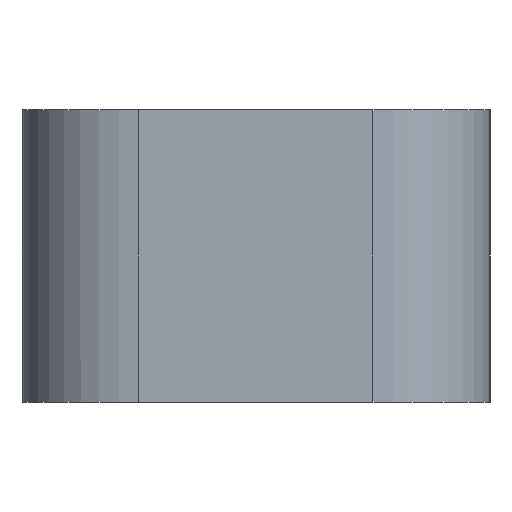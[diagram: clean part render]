
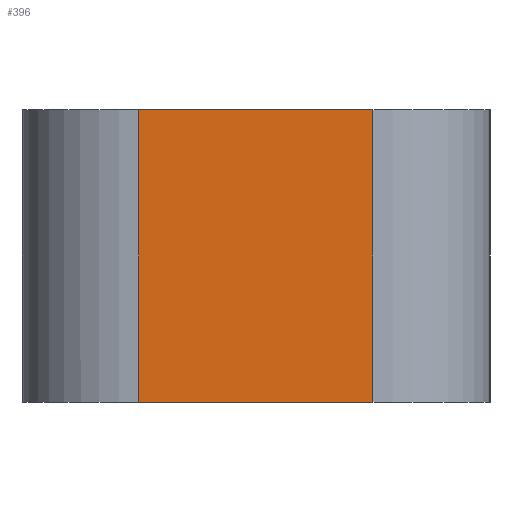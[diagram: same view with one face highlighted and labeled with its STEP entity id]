
A CAD part, left-side view. The second image highlights one B-rep face of the part: STEP entity #396.
In plain terms, the highlighted planar face has unit normal (-1, 0, 0).
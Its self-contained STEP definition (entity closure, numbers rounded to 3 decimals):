
#14 = VERTEX_POINT ( 'NONE', #180 ) ;
#29 = CARTESIAN_POINT ( 'NONE',  ( 0., 6., 0. ) ) ;
#33 = EDGE_CURVE ( 'NONE', #268, #518, #326, .T. ) ;
#35 = VECTOR ( 'NONE', #475, 1000. ) ;
#53 = ORIENTED_EDGE ( 'NONE', *, *, #79, .F. ) ;
#58 = CARTESIAN_POINT ( 'NONE',  ( 0., 2., 0. ) ) ;
#79 = EDGE_CURVE ( 'NONE', #104, #14, #444, .T. ) ;
#104 = VERTEX_POINT ( 'NONE', #392 ) ;
#121 = EDGE_LOOP ( 'NONE', ( #53, #452, #571, #254 ) ) ;
#180 = CARTESIAN_POINT ( 'NONE',  ( 0., 2., 0. ) ) ;
#191 = DIRECTION ( 'NONE',  ( 0., -1., 0. ) ) ;
#254 = ORIENTED_EDGE ( 'NONE', *, *, #488, .T. ) ;
#268 = VERTEX_POINT ( 'NONE', #655 ) ;
#270 = DIRECTION ( 'NONE',  ( 0., 0., -1. ) ) ;
#321 = CARTESIAN_POINT ( 'NONE',  ( 0., 8., 0. ) ) ;
#326 = LINE ( 'NONE', #527, #35 ) ;
#336 = VECTOR ( 'NONE', #443, 1000. ) ;
#392 = CARTESIAN_POINT ( 'NONE',  ( 0., 6., 0. ) ) ;
#396 = ADVANCED_FACE ( 'NONE', ( #569 ), #628, .F. ) ;
#419 = AXIS2_PLACEMENT_3D ( 'NONE', #321, #584, #270 ) ;
#439 = CARTESIAN_POINT ( 'NONE',  ( 0., 2., -5. ) ) ;
#443 = DIRECTION ( 'NONE',  ( 0., 0., -1. ) ) ;
#444 = LINE ( 'NONE', #645, #631 ) ;
#452 = ORIENTED_EDGE ( 'NONE', *, *, #598, .T. ) ;
#475 = DIRECTION ( 'NONE',  ( 0., -1., 0. ) ) ;
#481 = DIRECTION ( 'NONE',  ( 0., 0., 1. ) ) ;
#488 = EDGE_CURVE ( 'NONE', #518, #14, #529, .T. ) ;
#518 = VERTEX_POINT ( 'NONE', #439 ) ;
#527 = CARTESIAN_POINT ( 'NONE',  ( 0., 8., -5. ) ) ;
#529 = LINE ( 'NONE', #58, #651 ) ;
#546 = LINE ( 'NONE', #29, #336 ) ;
#569 = FACE_OUTER_BOUND ( 'NONE', #121, .T. ) ;
#571 = ORIENTED_EDGE ( 'NONE', *, *, #33, .T. ) ;
#584 = DIRECTION ( 'NONE',  ( 1., 0., 0. ) ) ;
#598 = EDGE_CURVE ( 'NONE', #104, #268, #546, .T. ) ;
#628 = PLANE ( 'NONE',  #419 ) ;
#631 = VECTOR ( 'NONE', #191, 1000. ) ;
#645 = CARTESIAN_POINT ( 'NONE',  ( 0., 8., 0. ) ) ;
#651 = VECTOR ( 'NONE', #481, 1000. ) ;
#655 = CARTESIAN_POINT ( 'NONE',  ( 0., 6., -5. ) ) ;
